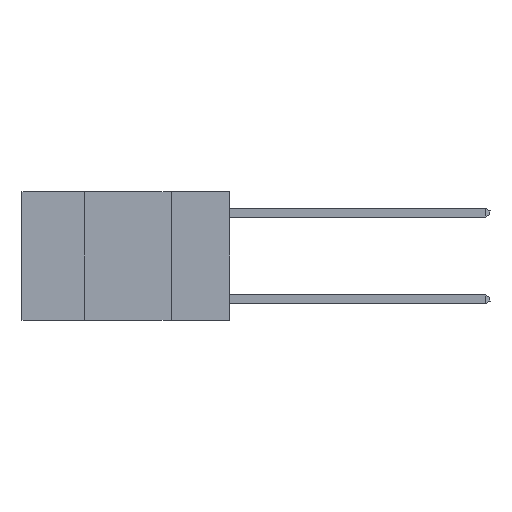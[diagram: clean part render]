
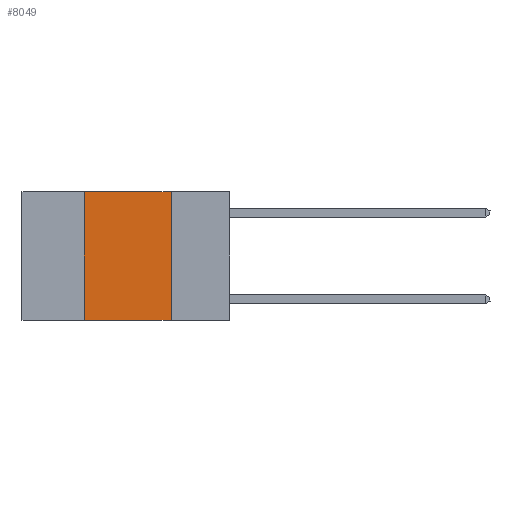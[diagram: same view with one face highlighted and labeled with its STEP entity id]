
A CAD part, left-side view. The second image highlights one B-rep face of the part: STEP entity #8049.
In plain terms, the highlighted planar face has unit normal (-1, 0, 0).
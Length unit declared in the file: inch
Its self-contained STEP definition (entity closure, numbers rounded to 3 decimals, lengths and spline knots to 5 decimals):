
#139 = ORIENTED_EDGE ( 'NONE', *, *, #4959, .F. ) ;
#460 = EDGE_CURVE ( 'NONE', #4374, #10960, #10637, .T. ) ;
#780 = CARTESIAN_POINT ( 'NONE',  ( 0., 0.6, -0.37 ) ) ;
#1901 = CARTESIAN_POINT ( 'NONE',  ( 0., 0.6, 0. ) ) ;
#1981 = CARTESIAN_POINT ( 'NONE',  ( 0., 0.42, 0. ) ) ;
#2057 = DIRECTION ( 'NONE',  ( 0., -1., 0. ) ) ;
#3283 = ORIENTED_EDGE ( 'NONE', *, *, #460, .F. ) ;
#3673 = CARTESIAN_POINT ( 'NONE',  ( 0., 0.17, -0.37 ) ) ;
#4374 = VERTEX_POINT ( 'NONE', #5779 ) ;
#4517 = DIRECTION ( 'NONE',  ( 0., 0., -1. ) ) ;
#4749 = VECTOR ( 'NONE', #6079, 39.37008 ) ;
#4810 = ORIENTED_EDGE ( 'NONE', *, *, #4818, .F. ) ;
#4818 = EDGE_CURVE ( 'NONE', #10960, #5552, #11408, .T. ) ;
#4959 = EDGE_CURVE ( 'NONE', #5552, #7428, #7935, .T. ) ;
#5552 = VERTEX_POINT ( 'NONE', #6638 ) ;
#5779 = CARTESIAN_POINT ( 'NONE',  ( 0., 0.42, -0.37 ) ) ;
#5874 = VECTOR ( 'NONE', #9286, 39.37008 ) ;
#6079 = DIRECTION ( 'NONE',  ( 0., -1., 0. ) ) ;
#6312 = PLANE ( 'NONE',  #7711 ) ;
#6551 = EDGE_CURVE ( 'NONE', #4374, #7428, #8723, .T. ) ;
#6638 = CARTESIAN_POINT ( 'NONE',  ( 0., 0.17, 0. ) ) ;
#7232 = ORIENTED_EDGE ( 'NONE', *, *, #6551, .T. ) ;
#7428 = VERTEX_POINT ( 'NONE', #3673 ) ;
#7554 = CARTESIAN_POINT ( 'NONE',  ( 0., 0.17, 0. ) ) ;
#7711 = AXIS2_PLACEMENT_3D ( 'NONE', #1901, #9932, #4517 ) ;
#7935 = LINE ( 'NONE', #7554, #10569 ) ;
#8049 = ADVANCED_FACE ( 'NONE', ( #9939 ), #6312, .F. ) ;
#8475 = DIRECTION ( 'NONE',  ( 0., 0., -1. ) ) ;
#8723 = LINE ( 'NONE', #780, #4749 ) ;
#9029 = VECTOR ( 'NONE', #2057, 39.37008 ) ;
#9286 = DIRECTION ( 'NONE',  ( 0., 0., 1. ) ) ;
#9699 = EDGE_LOOP ( 'NONE', ( #139, #4810, #3283, #7232 ) ) ;
#9932 = DIRECTION ( 'NONE',  ( 1., 0., 0. ) ) ;
#9939 = FACE_OUTER_BOUND ( 'NONE', #9699, .T. ) ;
#10096 = CARTESIAN_POINT ( 'NONE',  ( 0., 0.42, 0. ) ) ;
#10569 = VECTOR ( 'NONE', #8475, 39.37008 ) ;
#10637 = LINE ( 'NONE', #1981, #5874 ) ;
#10947 = CARTESIAN_POINT ( 'NONE',  ( 0., 0.6, 0. ) ) ;
#10960 = VERTEX_POINT ( 'NONE', #10096 ) ;
#11408 = LINE ( 'NONE', #10947, #9029 ) ;
